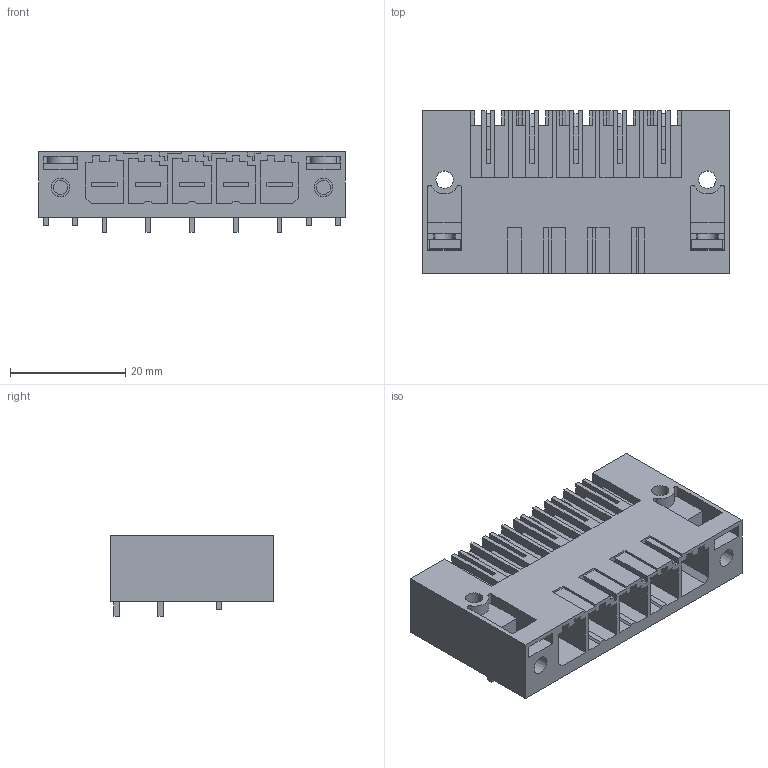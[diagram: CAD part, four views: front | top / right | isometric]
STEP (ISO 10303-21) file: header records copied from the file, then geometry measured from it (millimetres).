
FILE_DESCRIPTION(('CATIA V5 STEP','CAx-IF Rec.Pracs.--- Model Styling and Organization---1.4--- 2014-01-23'),'2;1');
FILE_NAME ('185836-5_0_2499710000_2499710000.stp','2023-09-25T08:21:16+00:00',('none'),('Weidmueller'),'CATIA Version 5-6 Release 2016 SP3 HF44','CATIA V5 STEP AP214','none');
FILE_SCHEMA(('AUTOMOTIVE_DESIGN { 1 0 10303 214 1 1 1 1 }'));
Length unit declared in the file: millimetre
Products named in the file (1): 2499710000
Bounding box: 53.34 x 28.3 x 14 mm (x, y, z)
Volume: 9596.4 mm3; surface area: 12520.8 mm2
Topology: 12 solids, 12 shells, 665 faces, 1930 edges, 1300 vertices
Faces by surface type: plane 621, cylinder 40, cone 4
Entity records: 20381 total; most frequent: ORIENTED_EDGE 3860, CARTESIAN_POINT 3735, DIRECTION 2741, EDGE_CURVE 1930, VECTOR 1821, LINE 1821, VERTEX_POINT 1300, EDGE_LOOP 702
